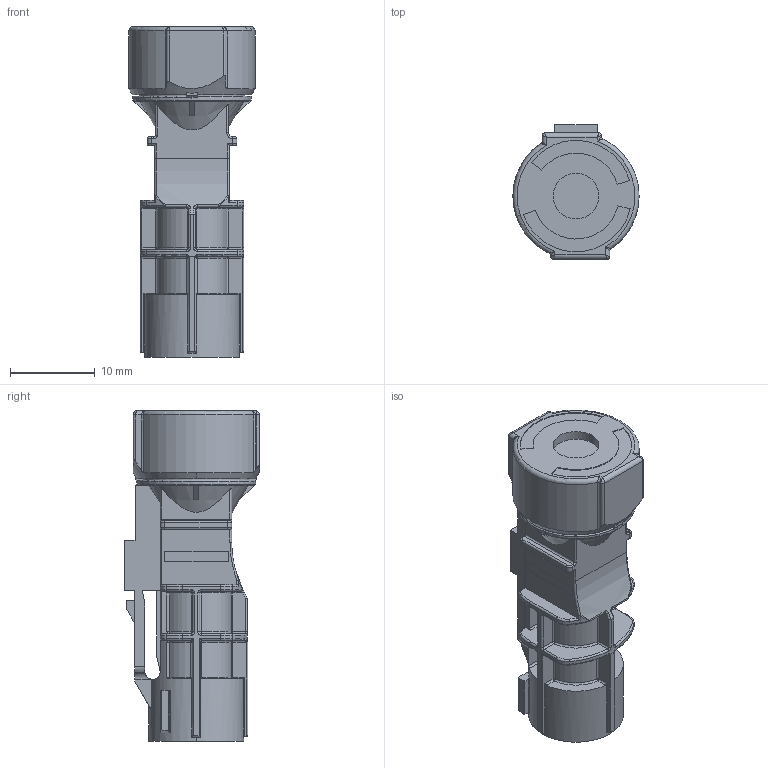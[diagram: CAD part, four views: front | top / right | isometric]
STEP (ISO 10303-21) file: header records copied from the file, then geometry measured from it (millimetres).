
FILE_DESCRIPTION((''),'2;1');
FILE_NAME('GEND4K14A-1D5XX-Y_SW036','2017-02-10T',('R_Gnodtke'),(''),'CREO PARAMETRIC BY PTC INC, 2016130','CREO PARAMETRIC BY PTC INC, 2016130','');
FILE_SCHEMA(('AUTOMOTIVE_DESIGN { 1 0 10303 214 1 1 1 1 }'));
Length unit declared in the file: millimetre
Products named in the file (1): GEND4K14A-1D5XX-Y_SW036
Bounding box: 14.9 x 15.9 x 39 mm (x, y, z)
Volume: 3984.6 mm3; surface area: 3039.3 mm2
Topology: 1 solids, 1 shells, 985 faces, 2518 edges, 1545 vertices
Faces by surface type: cylinder 336, plane 297, torus 141, bspline 82, cone 79, sphere 34, revolution 16
Entity records: 43124 total; most frequent: CARTESIAN_POINT 11790, ORIENTED_EDGE 5036, DIRECTION 4674, EDGE_CURVE 2518, AXIS2_PLACEMENT_3D 1822, VERTEX_POINT 1545, FILL_AREA_STYLE_COLOUR 1196, FILL_AREA_STYLE 1196
